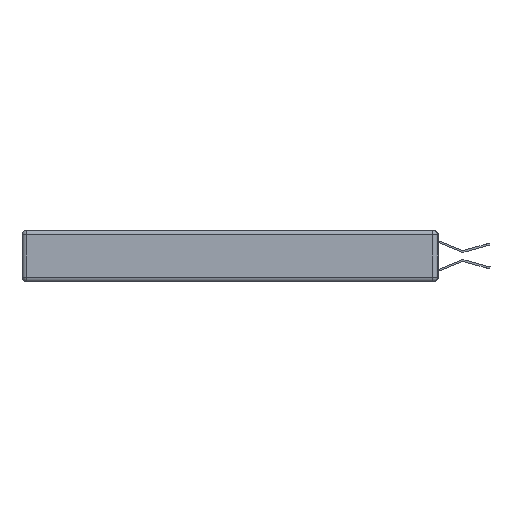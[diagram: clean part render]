
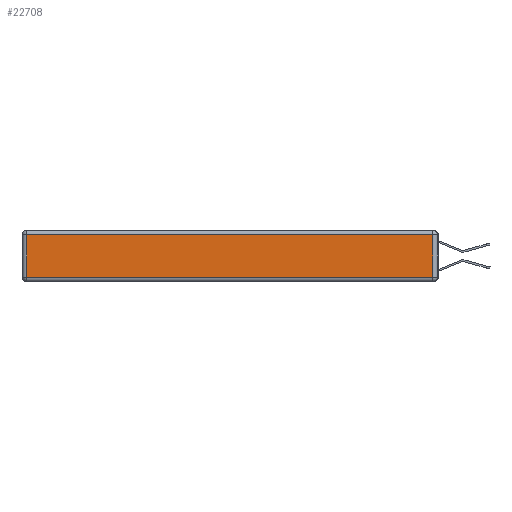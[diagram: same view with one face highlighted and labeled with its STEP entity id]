
A CAD part, left-side view. The second image highlights one B-rep face of the part: STEP entity #22708.
In plain terms, the highlighted planar face has unit normal (-1, 0, 0).
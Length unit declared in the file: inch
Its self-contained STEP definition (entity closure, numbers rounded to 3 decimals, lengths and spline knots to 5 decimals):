
#916 = CARTESIAN_POINT ( 'NONE',  ( 0., 2.72, -0.03 ) ) ;
#1003 = CARTESIAN_POINT ( 'NONE',  ( 0., 0.03, -0.313 ) ) ;
#1191 = PLANE ( 'NONE',  #15380 ) ;
#1568 = DIRECTION ( 'NONE',  ( 0., 0., 1. ) ) ;
#2474 = EDGE_CURVE ( 'NONE', #16483, #6141, #16033, .T. ) ;
#3250 = CARTESIAN_POINT ( 'NONE',  ( 0., 2.75, -0.03 ) ) ;
#3692 = EDGE_CURVE ( 'NONE', #6141, #19531, #12273, .T. ) ;
#4464 = VERTEX_POINT ( 'NONE', #20124 ) ;
#5256 = ORIENTED_EDGE ( 'NONE', *, *, #3692, .T. ) ;
#5299 = EDGE_CURVE ( 'NONE', #4464, #16483, #18349, .T. ) ;
#6141 = VERTEX_POINT ( 'NONE', #20367 ) ;
#6521 = ORIENTED_EDGE ( 'NONE', *, *, #2474, .T. ) ;
#7061 = CARTESIAN_POINT ( 'NONE',  ( 0., 0., -0.343 ) ) ;
#8522 = VECTOR ( 'NONE', #14676, 39.37008 ) ;
#9297 = FACE_OUTER_BOUND ( 'NONE', #18726, .T. ) ;
#9843 = DIRECTION ( 'NONE',  ( 0., 0., -1. ) ) ;
#9845 = EDGE_CURVE ( 'NONE', #19531, #4464, #21511, .T. ) ;
#11661 = CARTESIAN_POINT ( 'NONE',  ( 0., 2.72, -0.343 ) ) ;
#12273 = LINE ( 'NONE', #22537, #8522 ) ;
#12504 = VECTOR ( 'NONE', #1568, 39.37008 ) ;
#13605 = ORIENTED_EDGE ( 'NONE', *, *, #5299, .T. ) ;
#14676 = DIRECTION ( 'NONE',  ( 0., -1., 0. ) ) ;
#14788 = DIRECTION ( 'NONE',  ( -1., 0., 0. ) ) ;
#15380 = AXIS2_PLACEMENT_3D ( 'NONE', #7061, #14788, #22658 ) ;
#15404 = CARTESIAN_POINT ( 'NONE',  ( 0., 0.03, -0.343 ) ) ;
#15738 = VECTOR ( 'NONE', #9843, 39.37008 ) ;
#16033 = LINE ( 'NONE', #11661, #15738 ) ;
#16483 = VERTEX_POINT ( 'NONE', #916 ) ;
#18349 = LINE ( 'NONE', #3250, #23005 ) ;
#18726 = EDGE_LOOP ( 'NONE', ( #5256, #24143, #13605, #6521 ) ) ;
#19531 = VERTEX_POINT ( 'NONE', #1003 ) ;
#20124 = CARTESIAN_POINT ( 'NONE',  ( 0., 0.03, -0.03 ) ) ;
#20367 = CARTESIAN_POINT ( 'NONE',  ( 0., 2.72, -0.313 ) ) ;
#20912 = DIRECTION ( 'NONE',  ( 0., 1., 0. ) ) ;
#21511 = LINE ( 'NONE', #15404, #12504 ) ;
#22537 = CARTESIAN_POINT ( 'NONE',  ( 0., 0., -0.313 ) ) ;
#22658 = DIRECTION ( 'NONE',  ( 0., 0., 1. ) ) ;
#22708 = ADVANCED_FACE ( 'NONE', ( #9297 ), #1191, .T. ) ;
#23005 = VECTOR ( 'NONE', #20912, 39.37008 ) ;
#24143 = ORIENTED_EDGE ( 'NONE', *, *, #9845, .T. ) ;
